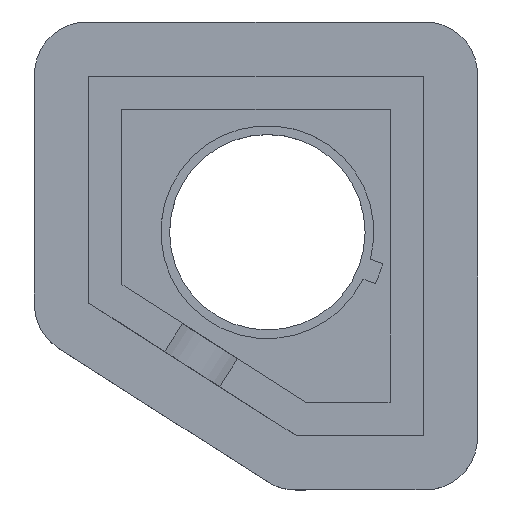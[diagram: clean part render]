
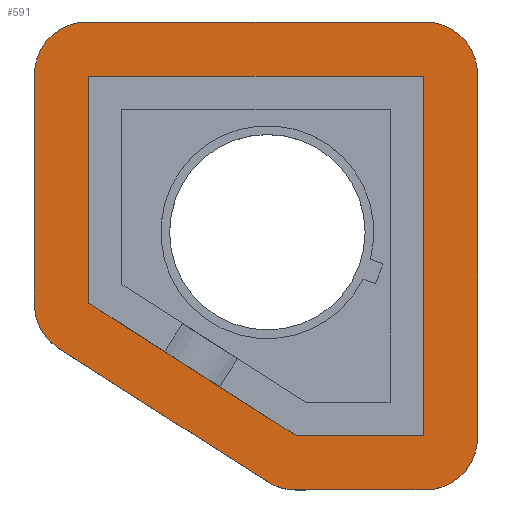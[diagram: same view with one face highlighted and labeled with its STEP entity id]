
A CAD part, top view. The second image highlights one B-rep face of the part: STEP entity #591.
In plain terms, the highlighted planar face has unit normal (0, 0, 1).
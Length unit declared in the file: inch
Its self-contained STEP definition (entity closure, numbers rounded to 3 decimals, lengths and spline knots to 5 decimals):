
#17=FACE_BOUND('',#107,.T.);
#40=PLANE('',#655);
#72=FACE_OUTER_BOUND('',#106,.T.);
#106=EDGE_LOOP('',(#522,#523,#524,#525,#526,#527,#528,#529,#530,#531));
#107=EDGE_LOOP('',(#532,#533,#534,#535,#536));
#118=LINE('',#847,#181);
#131=LINE('',#882,#194);
#135=LINE('',#889,#198);
#137=LINE('',#892,#200);
#139=LINE('',#895,#202);
#158=LINE('',#941,#221);
#162=LINE('',#953,#225);
#166=LINE('',#965,#229);
#170=LINE('',#977,#233);
#174=LINE('',#987,#237);
#181=VECTOR('',#682,0.3937);
#194=VECTOR('',#713,0.3937);
#198=VECTOR('',#719,0.3937);
#200=VECTOR('',#723,0.3937);
#202=VECTOR('',#727,0.3937);
#221=VECTOR('',#768,0.3937);
#225=VECTOR('',#780,0.3937);
#229=VECTOR('',#792,0.3937);
#233=VECTOR('',#804,0.3937);
#237=VECTOR('',#816,0.3937);
#247=CIRCLE('',#637,0.15);
#249=CIRCLE('',#641,0.15);
#251=CIRCLE('',#645,0.15);
#253=CIRCLE('',#649,0.15);
#255=CIRCLE('',#653,0.15);
#263=VERTEX_POINT('',#844);
#264=VERTEX_POINT('',#846);
#276=VERTEX_POINT('',#879);
#277=VERTEX_POINT('',#881);
#279=VERTEX_POINT('',#887);
#292=VERTEX_POINT('',#932);
#293=VERTEX_POINT('',#934);
#295=VERTEX_POINT('',#940);
#297=VERTEX_POINT('',#946);
#299=VERTEX_POINT('',#952);
#301=VERTEX_POINT('',#958);
#303=VERTEX_POINT('',#964);
#305=VERTEX_POINT('',#970);
#307=VERTEX_POINT('',#976);
#309=VERTEX_POINT('',#982);
#320=EDGE_CURVE('',#263,#264,#118,.T.);
#337=EDGE_CURVE('',#276,#277,#131,.T.);
#341=EDGE_CURVE('',#279,#276,#135,.T.);
#343=EDGE_CURVE('',#264,#279,#137,.T.);
#345=EDGE_CURVE('',#277,#263,#139,.T.);
#363=EDGE_CURVE('',#293,#292,#247,.T.);
#366=EDGE_CURVE('',#295,#293,#158,.T.);
#369=EDGE_CURVE('',#297,#295,#249,.T.);
#372=EDGE_CURVE('',#299,#297,#162,.T.);
#375=EDGE_CURVE('',#301,#299,#251,.T.);
#378=EDGE_CURVE('',#303,#301,#166,.T.);
#381=EDGE_CURVE('',#305,#303,#253,.T.);
#384=EDGE_CURVE('',#307,#305,#170,.T.);
#387=EDGE_CURVE('',#309,#307,#255,.T.);
#390=EDGE_CURVE('',#292,#309,#174,.T.);
#522=ORIENTED_EDGE('',*,*,#390,.T.);
#523=ORIENTED_EDGE('',*,*,#387,.T.);
#524=ORIENTED_EDGE('',*,*,#384,.T.);
#525=ORIENTED_EDGE('',*,*,#381,.T.);
#526=ORIENTED_EDGE('',*,*,#378,.T.);
#527=ORIENTED_EDGE('',*,*,#375,.T.);
#528=ORIENTED_EDGE('',*,*,#372,.T.);
#529=ORIENTED_EDGE('',*,*,#369,.T.);
#530=ORIENTED_EDGE('',*,*,#366,.T.);
#531=ORIENTED_EDGE('',*,*,#363,.T.);
#532=ORIENTED_EDGE('',*,*,#345,.F.);
#533=ORIENTED_EDGE('',*,*,#337,.F.);
#534=ORIENTED_EDGE('',*,*,#341,.F.);
#535=ORIENTED_EDGE('',*,*,#343,.F.);
#536=ORIENTED_EDGE('',*,*,#320,.F.);
#591=ADVANCED_FACE('',(#72,#17),#40,.F.);
#637=AXIS2_PLACEMENT_3D('',#935,#762,#763);
#641=AXIS2_PLACEMENT_3D('',#947,#774,#775);
#645=AXIS2_PLACEMENT_3D('',#959,#786,#787);
#649=AXIS2_PLACEMENT_3D('',#971,#798,#799);
#653=AXIS2_PLACEMENT_3D('',#983,#810,#811);
#655=AXIS2_PLACEMENT_3D('',#988,#817,#818);
#682=DIRECTION('',(0.843,-0.539,0.));
#713=DIRECTION('',(-1.,0.,0.));
#719=DIRECTION('',(0.,1.,0.));
#723=DIRECTION('',(1.,0.,0.));
#727=DIRECTION('',(0.,-1.,0.));
#762=DIRECTION('center_axis',(0.,0.,
1.));
#763=DIRECTION('ref_axis',(-0.539,-0.843,0.));
#768=DIRECTION('',(0.,-1.,0.));
#774=DIRECTION('center_axis',(0.,0.,
1.));
#775=DIRECTION('ref_axis',(-1.,0.,0.));
#780=DIRECTION('',(-1.,0.,0.));
#786=DIRECTION('center_axis',(0.,0.,
1.));
#787=DIRECTION('ref_axis',(0.,1.,0.));
#792=DIRECTION('',(0.,1.,0.));
#798=DIRECTION('center_axis',(0.,0.,
1.));
#799=DIRECTION('ref_axis',(1.,0.,0.));
#804=DIRECTION('',(1.,0.,0.));
#810=DIRECTION('center_axis',(0.,0.,
1.));
#811=DIRECTION('ref_axis',(0.,-1.,0.));
#816=DIRECTION('',(0.843,-0.539,0.));
#817=DIRECTION('center_axis',(0.,0.,
-1.));
#818=DIRECTION('ref_axis',(-1.,0.,0.));
#844=CARTESIAN_POINT('',(-0.12942,0.63774,-2.86586));
#846=CARTESIAN_POINT('',(0.46237,0.25941,-2.86586));
#847=CARTESIAN_POINT('',(-0.12942,0.63774,-2.86586));
#879=CARTESIAN_POINT('',(0.82558,1.285,-2.86586));
#881=CARTESIAN_POINT('',(-0.12942,1.285,-2.86586));
#882=CARTESIAN_POINT('',(0.82558,1.285,-2.86586));
#887=CARTESIAN_POINT('',(0.82558,0.25941,-2.86586));
#889=CARTESIAN_POINT('',(0.82558,0.25941,-2.86586));
#892=CARTESIAN_POINT('',(0.46237,0.25941,-2.86586));
#895=CARTESIAN_POINT('',(-0.12942,1.285,-2.86586));
#932=CARTESIAN_POINT('',(-0.21522,0.50862,-2.86586));
#934=CARTESIAN_POINT('',(-0.28442,0.635,-2.86586));
#935=CARTESIAN_POINT('Origin',(-0.13442,0.635,-2.86586));
#940=CARTESIAN_POINT('',(-0.28442,1.29,-2.86586));
#941=CARTESIAN_POINT('',(-0.28442,0.635,-2.86586));
#946=CARTESIAN_POINT('',(-0.13442,1.44,-2.86586));
#947=CARTESIAN_POINT('Origin',(-0.13442,1.29,-2.86586));
#952=CARTESIAN_POINT('',(0.83058,1.44,-2.86586));
#953=CARTESIAN_POINT('',(-0.13442,1.44,-2.86586));
#958=CARTESIAN_POINT('',(0.98058,1.29,-2.86586));
#959=CARTESIAN_POINT('Origin',(0.83058,1.29,-2.86586));
#964=CARTESIAN_POINT('',(0.98058,0.25441,-2.86586));
#965=CARTESIAN_POINT('',(0.98058,1.29,-2.86586));
#970=CARTESIAN_POINT('',(0.83058,0.10441,-2.86586));
#971=CARTESIAN_POINT('Origin',(0.83058,0.25441,-2.86586));
#976=CARTESIAN_POINT('',(0.46091,0.10441,-2.86586));
#977=CARTESIAN_POINT('',(0.83058,0.10441,-2.86586));
#982=CARTESIAN_POINT('',(0.38012,0.12803,-2.86586));
#983=CARTESIAN_POINT('Origin',(0.46091,0.25441,-2.86586));
#987=CARTESIAN_POINT('',(0.38012,0.12803,-2.86586));
#988=CARTESIAN_POINT('Origin',(0.34808,0.77221,-2.86586));
